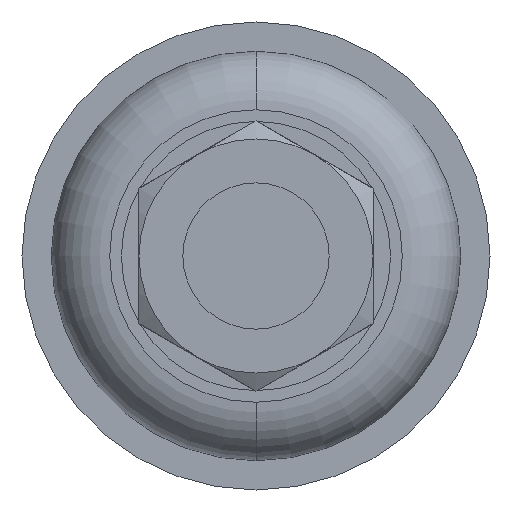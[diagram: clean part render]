
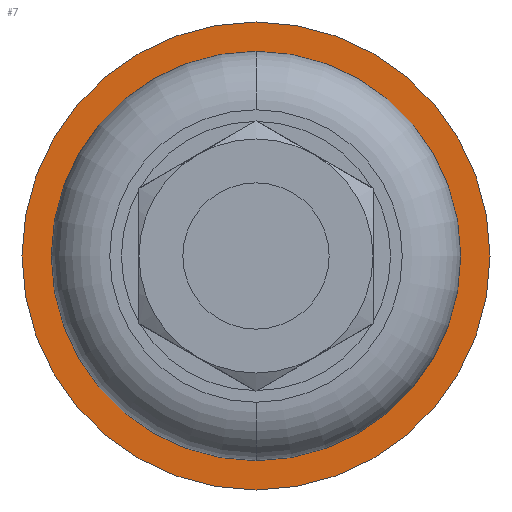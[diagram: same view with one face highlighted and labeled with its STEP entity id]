
A CAD part, front view. The second image highlights one B-rep face of the part: STEP entity #7.
In plain terms, the highlighted planar face has unit normal (0, -1, 0).
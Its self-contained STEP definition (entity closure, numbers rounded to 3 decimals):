
#7 = ADVANCED_FACE ( 'NONE', ( #209, #180 ), #1765, .T. ) ;
#13 = EDGE_CURVE ( 'NONE', #1658, #1543, #1389, .T. ) ;
#16 = EDGE_CURVE ( 'NONE', #1671, #1684, #1386, .T. ) ;
#29 = EDGE_CURVE ( 'NONE', #1684, #1671, #1374, .T. ) ;
#32 = EDGE_CURVE ( 'NONE', #1543, #1658, #1372, .T. ) ;
#154 = AXIS2_PLACEMENT_3D ( 'NONE', #1770, #1771, #1772 ) ;
#163 = AXIS2_PLACEMENT_3D ( 'NONE', #332, #299, #1779 ) ;
#178 = AXIS2_PLACEMENT_3D ( 'NONE', #1737, #1744, #1746 ) ;
#180 = FACE_BOUND ( 'NONE', #1694, .T. ) ;
#209 = FACE_OUTER_BOUND ( 'NONE', #1704, .T. ) ;
#262 = AXIS2_PLACEMENT_3D ( 'NONE', #470, #477, #478 ) ;
#299 = DIRECTION ( 'NONE',  ( 0., -1., 0. ) ) ;
#332 = CARTESIAN_POINT ( 'NONE',  ( 0., 5., 0. ) ) ;
#394 = AXIS2_PLACEMENT_3D ( 'NONE', #479, #486, #487 ) ;
#470 = CARTESIAN_POINT ( 'NONE',  ( 0., 5., 0. ) ) ;
#477 = DIRECTION ( 'NONE',  ( 0., -1., 0. ) ) ;
#478 = DIRECTION ( 'NONE',  ( 0., 0., -1. ) ) ;
#479 = CARTESIAN_POINT ( 'NONE',  ( 0., 5., 0. ) ) ;
#486 = DIRECTION ( 'NONE',  ( 0., -1., 0. ) ) ;
#487 = DIRECTION ( 'NONE',  ( 0., 0., -1. ) ) ;
#846 = CARTESIAN_POINT ( 'NONE',  ( 0., 5., -8. ) ) ;
#871 = CARTESIAN_POINT ( 'NONE',  ( 0., 5., 8. ) ) ;
#884 = CARTESIAN_POINT ( 'NONE',  ( 0., 5., 7. ) ) ;
#897 = CARTESIAN_POINT ( 'NONE',  ( 0., 5., -7. ) ) ;
#1372 = CIRCLE ( 'NONE', #394, 8. ) ;
#1374 = CIRCLE ( 'NONE', #262, 7. ) ;
#1386 = CIRCLE ( 'NONE', #163, 7. ) ;
#1389 = CIRCLE ( 'NONE', #154, 8. ) ;
#1454 = ORIENTED_EDGE ( 'NONE', *, *, #32, .T. ) ;
#1543 = VERTEX_POINT ( 'NONE', #846 ) ;
#1595 = ORIENTED_EDGE ( 'NONE', *, *, #29, .F. ) ;
#1597 = ORIENTED_EDGE ( 'NONE', *, *, #16, .F. ) ;
#1598 = ORIENTED_EDGE ( 'NONE', *, *, #13, .T. ) ;
#1658 = VERTEX_POINT ( 'NONE', #871 ) ;
#1671 = VERTEX_POINT ( 'NONE', #884 ) ;
#1684 = VERTEX_POINT ( 'NONE', #897 ) ;
#1694 = EDGE_LOOP ( 'NONE', ( #1595, #1597 ) ) ;
#1704 = EDGE_LOOP ( 'NONE', ( #1454, #1598 ) ) ;
#1737 = CARTESIAN_POINT ( 'NONE',  ( 7., 5., 0. ) ) ;
#1744 = DIRECTION ( 'NONE',  ( 0., -1., 0. ) ) ;
#1746 = DIRECTION ( 'NONE',  ( 0., 0., -1. ) ) ;
#1765 = PLANE ( 'NONE',  #178 ) ;
#1770 = CARTESIAN_POINT ( 'NONE',  ( 0., 5., 0. ) ) ;
#1771 = DIRECTION ( 'NONE',  ( 0., -1., 0. ) ) ;
#1772 = DIRECTION ( 'NONE',  ( 0., 0., -1. ) ) ;
#1779 = DIRECTION ( 'NONE',  ( 0., 0., -1. ) ) ;
